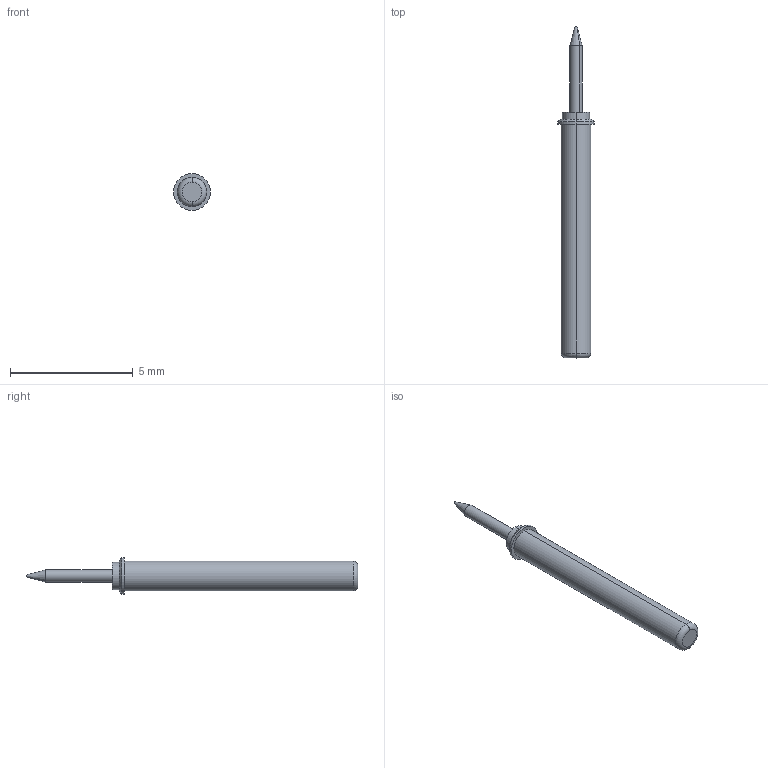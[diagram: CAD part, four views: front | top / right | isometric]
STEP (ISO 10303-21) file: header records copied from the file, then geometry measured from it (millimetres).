
FILE_DESCRIPTION (( 'STEP AP214' ), '1' );
FILE_NAME ('User Library-INGUN_GKS-961351050A1201LH.SLDPRT.STEP', '2026-01-09T15:41:00', ( '' ), ( '' ), 'SwSTEP 2.0', 'SolidWorks 2022', '' );
FILE_SCHEMA (( 'AUTOMOTIVE_DESIGN' ));
Length unit declared in the file: millimetre
Products named in the file (3): INGUN_GKS-961351050A1201LH_B; User Library-INGUN_GKS-961351050A1201LH.SLDPRT; INGUN_GKS-961351050A1201LH_A
Assembly tree (2 placements, depth 2):
  User Library-INGUN_GKS-961351050A1201LH.SLDPRT
    INGUN_GKS-961351050A1201LH_A
    INGUN_GKS-961351050A1201LH_B
Bounding box: 1.5 x 13.5 x 1.5 mm (x, y, z)
Volume: 12 mm3; surface area: 46.7 mm2
Topology: 2 solids, 2 shells, 20 faces, 36 edges, 22 vertices
Faces by surface type: cylinder 8, plane 6, cone 4, torus 2
Entity records: 606 total; most frequent: DIRECTION 110, CARTESIAN_POINT 83, ORIENTED_EDGE 72, AXIS2_PLACEMENT_3D 49, EDGE_CURVE 36, CIRCLE 24, VERTEX_POINT 22, EDGE_LOOP 22
